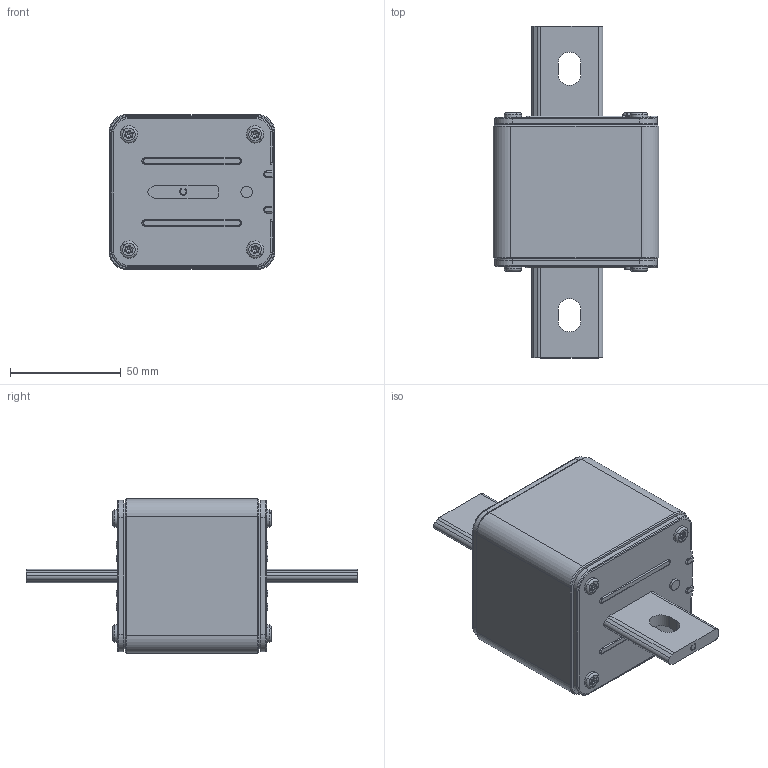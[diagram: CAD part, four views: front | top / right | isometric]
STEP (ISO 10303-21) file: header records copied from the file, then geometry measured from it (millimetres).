
FILE_DESCRIPTION (( 'STEP AP203' ), '1' );
FILE_NAME ('Assy -467.step', '2017-12-08T05:08:21', ( '' ), ( '' ), 'SwSTEP 2.0', 'SolidWorks 2013', '' );
FILE_SCHEMA (( 'CONFIG_CONTROL_DESIGN' ));
Length unit declared in the file: millimetre
Products named in the file (1): Assy -467
Bounding box: 75 x 150 x 70 mm (x, y, z)
Volume: 362885.8 mm3; surface area: 36616 mm2
Topology: 1 solids, 1 shells, 641 faces, 1607 edges, 925 vertices
Faces by surface type: cylinder 254, cone 160, plane 151, torus 54, bspline 20, sphere 2
Entity records: 20685 total; most frequent: CARTESIAN_POINT 5544, DIRECTION 3328, ORIENTED_EDGE 3070, EDGE_CURVE 1535, AXIS2_PLACEMENT_3D 1291, VERTEX_POINT 925, LINE 746, VECTOR 746
